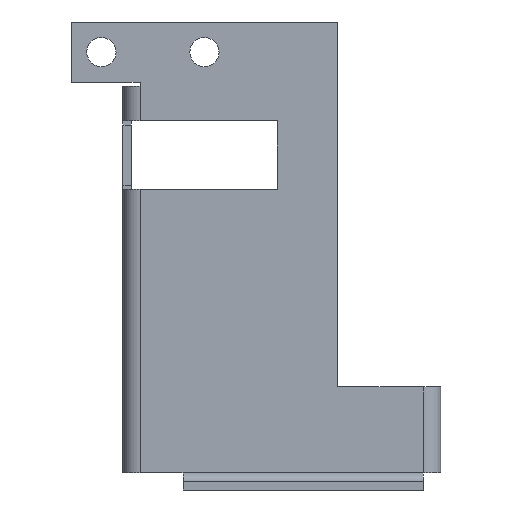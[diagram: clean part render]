
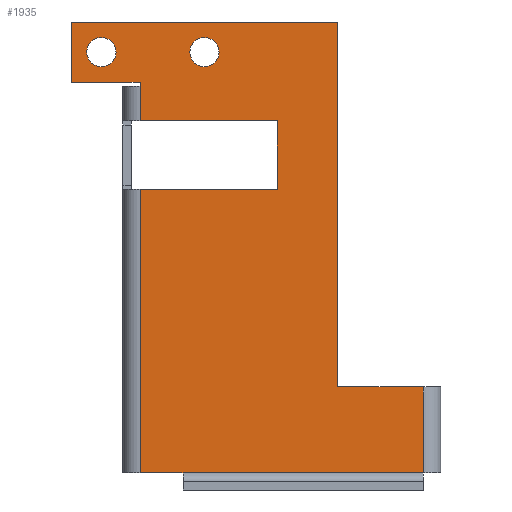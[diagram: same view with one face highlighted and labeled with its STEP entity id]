
A CAD part, front view. The second image highlights one B-rep face of the part: STEP entity #1935.
In plain terms, the highlighted planar face has unit normal (0, -1, 0).
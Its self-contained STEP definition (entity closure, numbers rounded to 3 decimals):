
#814=CARTESIAN_POINT('Vertex',(0.,-4.5,45.)) ;
#1350=CARTESIAN_POINT('Line Origine',(0.,-4.5,22.5)) ;
#1354=CARTESIAN_POINT('Vertex',(0.,-4.5,41.)) ;
#1374=CARTESIAN_POINT('Line Origine',(0.,-4.5,45.25)) ;
#1378=CARTESIAN_POINT('Vertex',(0.,-4.5,45.5)) ;
#1459=CARTESIAN_POINT('Vertex',(0.,-4.5,0.)) ;
#1462=CARTESIAN_POINT('Line Origine',(0.,-4.5,22.5)) ;
#1466=CARTESIAN_POINT('Vertex',(0.,-4.5,33.)) ;
#1795=CARTESIAN_POINT('Vertex',(16.,-4.5,41.)) ;
#1798=CARTESIAN_POINT('Line Origine',(8.,-4.5,41.)) ;
#1812=CARTESIAN_POINT('Axis2P3D Location',(0.,-4.5,0.)) ;
#1817=CARTESIAN_POINT('Line Origine',(2.5,-4.5,0.)) ;
#1821=CARTESIAN_POINT('Vertex',(5.,-4.5,0.)) ;
#1824=CARTESIAN_POINT('Line Origine',(19.,-4.5,0.)) ;
#1828=CARTESIAN_POINT('Vertex',(33.,-4.5,0.)) ;
#1831=CARTESIAN_POINT('Line Origine',(33.,-4.5,5.)) ;
#1835=CARTESIAN_POINT('Vertex',(33.,-4.5,10.)) ;
#1838=CARTESIAN_POINT('Line Origine',(28.,-4.5,10.)) ;
#1842=CARTESIAN_POINT('Vertex',(23.,-4.5,10.)) ;
#1845=CARTESIAN_POINT('Line Origine',(23.,-4.5,31.25)) ;
#1849=CARTESIAN_POINT('Vertex',(23.,-4.5,52.5)) ;
#1852=CARTESIAN_POINT('Line Origine',(7.5,-4.5,52.5)) ;
#1856=CARTESIAN_POINT('Vertex',(-8.,-4.5,52.5)) ;
#1859=CARTESIAN_POINT('Line Origine',(-8.,-4.5,49.)) ;
#1863=CARTESIAN_POINT('Vertex',(-8.,-4.5,45.5)) ;
#1866=CARTESIAN_POINT('Line Origine',(-4.,-4.5,45.5)) ;
#1871=CARTESIAN_POINT('Line Origine',(16.,-4.5,37.)) ;
#1875=CARTESIAN_POINT('Vertex',(16.,-4.5,33.)) ;
#1878=CARTESIAN_POINT('Line Origine',(8.,-4.5,33.)) ;
#1899=CARTESIAN_POINT('Axis2P3D Location',(7.5,-4.5,49.)) ;
#1903=CARTESIAN_POINT('Vertex',(6.008,-4.5,48.185)) ;
#1905=CARTESIAN_POINT('Vertex',(8.992,-4.5,49.815)) ;
#1908=CARTESIAN_POINT('Axis2P3D Location',(7.5,-4.5,49.)) ;
#1917=CARTESIAN_POINT('Axis2P3D Location',(-4.5,-4.5,49.)) ;
#1921=CARTESIAN_POINT('Vertex',(-3.008,-4.5,49.815)) ;
#1923=CARTESIAN_POINT('Vertex',(-5.992,-4.5,48.185)) ;
#1926=CARTESIAN_POINT('Axis2P3D Location',(-4.5,-4.5,49.)) ;
#1351=DIRECTION('Vector Direction',(0.,0.,1.)) ;
#1375=DIRECTION('Vector Direction',(0.,0.,-1.)) ;
#1463=DIRECTION('Vector Direction',(0.,0.,1.)) ;
#1799=DIRECTION('Vector Direction',(1.,0.,0.)) ;
#1813=DIRECTION('Axis2P3D Direction',(0.,-1.,0.)) ;
#1814=DIRECTION('Axis2P3D XDirection',(1.,0.,0.)) ;
#1818=DIRECTION('Vector Direction',(1.,0.,0.)) ;
#1825=DIRECTION('Vector Direction',(1.,0.,0.)) ;
#1832=DIRECTION('Vector Direction',(0.,0.,1.)) ;
#1839=DIRECTION('Vector Direction',(-1.,0.,0.)) ;
#1846=DIRECTION('Vector Direction',(0.,0.,-1.)) ;
#1853=DIRECTION('Vector Direction',(-1.,0.,0.)) ;
#1860=DIRECTION('Vector Direction',(0.,0.,-1.)) ;
#1867=DIRECTION('Vector Direction',(1.,0.,0.)) ;
#1872=DIRECTION('Vector Direction',(0.,0.,-1.)) ;
#1879=DIRECTION('Vector Direction',(1.,0.,0.)) ;
#1900=DIRECTION('Axis2P3D Direction',(0.,-1.,0.)) ;
#1909=DIRECTION('Axis2P3D Direction',(0.,-1.,0.)) ;
#1918=DIRECTION('Axis2P3D Direction',(0.,-1.,0.)) ;
#1927=DIRECTION('Axis2P3D Direction',(0.,-1.,0.)) ;
#1815=AXIS2_PLACEMENT_3D('Plane Axis2P3D',#1812,#1813,#1814) ;
#1901=AXIS2_PLACEMENT_3D('Circle Axis2P3D',#1899,#1900,$) ;
#1910=AXIS2_PLACEMENT_3D('Circle Axis2P3D',#1908,#1909,$) ;
#1919=AXIS2_PLACEMENT_3D('Circle Axis2P3D',#1917,#1918,$) ;
#1928=AXIS2_PLACEMENT_3D('Circle Axis2P3D',#1926,#1927,$) ;
#1884=ORIENTED_EDGE('',*,*,#1468,.F.) ;
#1885=ORIENTED_EDGE('',*,*,#1823,.F.) ;
#1886=ORIENTED_EDGE('',*,*,#1830,.F.) ;
#1887=ORIENTED_EDGE('',*,*,#1837,.T.) ;
#1888=ORIENTED_EDGE('',*,*,#1844,.F.) ;
#1889=ORIENTED_EDGE('',*,*,#1851,.F.) ;
#1890=ORIENTED_EDGE('',*,*,#1858,.T.) ;
#1891=ORIENTED_EDGE('',*,*,#1865,.T.) ;
#1892=ORIENTED_EDGE('',*,*,#1870,.T.) ;
#1893=ORIENTED_EDGE('',*,*,#1380,.T.) ;
#1894=ORIENTED_EDGE('',*,*,#1356,.F.) ;
#1895=ORIENTED_EDGE('',*,*,#1802,.T.) ;
#1896=ORIENTED_EDGE('',*,*,#1877,.F.) ;
#1897=ORIENTED_EDGE('',*,*,#1882,.F.) ;
#1914=ORIENTED_EDGE('',*,*,#1907,.F.) ;
#1915=ORIENTED_EDGE('',*,*,#1912,.F.) ;
#1932=ORIENTED_EDGE('',*,*,#1925,.F.) ;
#1933=ORIENTED_EDGE('',*,*,#1930,.F.) ;
#1916=FACE_BOUND('',#1913,.T.) ;
#1934=FACE_BOUND('',#1931,.T.) ;
#1352=VECTOR('Line Direction',#1351,1.) ;
#1376=VECTOR('Line Direction',#1375,1.) ;
#1464=VECTOR('Line Direction',#1463,1.) ;
#1800=VECTOR('Line Direction',#1799,1.) ;
#1819=VECTOR('Line Direction',#1818,1.) ;
#1826=VECTOR('Line Direction',#1825,1.) ;
#1833=VECTOR('Line Direction',#1832,1.) ;
#1840=VECTOR('Line Direction',#1839,1.) ;
#1847=VECTOR('Line Direction',#1846,1.) ;
#1854=VECTOR('Line Direction',#1853,1.) ;
#1861=VECTOR('Line Direction',#1860,1.) ;
#1868=VECTOR('Line Direction',#1867,1.) ;
#1873=VECTOR('Line Direction',#1872,1.) ;
#1880=VECTOR('Line Direction',#1879,1.) ;
#1935=ADVANCED_FACE('Hauptk\X2\00F6\X0\rper',(#1898,#1916,#1934),#1816,.T.) ;
#1902=CIRCLE('generated circle',#1901,1.7) ;
#1911=CIRCLE('generated circle',#1910,1.7) ;
#1920=CIRCLE('generated circle',#1919,1.7) ;
#1929=CIRCLE('generated circle',#1928,1.7) ;
#1356=EDGE_CURVE('',#1355,#815,#1353,.T.) ;
#1380=EDGE_CURVE('',#1379,#815,#1377,.T.) ;
#1468=EDGE_CURVE('',#1460,#1467,#1465,.T.) ;
#1802=EDGE_CURVE('',#1355,#1796,#1801,.T.) ;
#1823=EDGE_CURVE('',#1822,#1460,#1820,.F.) ;
#1830=EDGE_CURVE('',#1829,#1822,#1827,.F.) ;
#1837=EDGE_CURVE('',#1829,#1836,#1834,.T.) ;
#1844=EDGE_CURVE('',#1843,#1836,#1841,.F.) ;
#1851=EDGE_CURVE('',#1850,#1843,#1848,.T.) ;
#1858=EDGE_CURVE('',#1850,#1857,#1855,.T.) ;
#1865=EDGE_CURVE('',#1857,#1864,#1862,.T.) ;
#1870=EDGE_CURVE('',#1864,#1379,#1869,.T.) ;
#1877=EDGE_CURVE('',#1876,#1796,#1874,.F.) ;
#1882=EDGE_CURVE('',#1467,#1876,#1881,.T.) ;
#1907=EDGE_CURVE('',#1904,#1906,#1902,.T.) ;
#1912=EDGE_CURVE('',#1906,#1904,#1911,.T.) ;
#1925=EDGE_CURVE('',#1922,#1924,#1920,.T.) ;
#1930=EDGE_CURVE('',#1924,#1922,#1929,.T.) ;
#1883=EDGE_LOOP('',(#1884,#1885,#1886,#1887,#1888,#1889,#1890,#1891,#1892,#1893,#1894,#1895,#1896,#1897)) ;
#1913=EDGE_LOOP('',(#1914,#1915)) ;
#1931=EDGE_LOOP('',(#1932,#1933)) ;
#1898=FACE_OUTER_BOUND('',#1883,.T.) ;
#1353=LINE('Line',#1350,#1352) ;
#1377=LINE('Line',#1374,#1376) ;
#1465=LINE('Line',#1462,#1464) ;
#1801=LINE('Line',#1798,#1800) ;
#1820=LINE('Line',#1817,#1819) ;
#1827=LINE('Line',#1824,#1826) ;
#1834=LINE('Line',#1831,#1833) ;
#1841=LINE('Line',#1838,#1840) ;
#1848=LINE('Line',#1845,#1847) ;
#1855=LINE('Line',#1852,#1854) ;
#1862=LINE('Line',#1859,#1861) ;
#1869=LINE('Line',#1866,#1868) ;
#1874=LINE('Line',#1871,#1873) ;
#1881=LINE('Line',#1878,#1880) ;
#1816=PLANE('',#1815) ;
#815=VERTEX_POINT('',#814) ;
#1355=VERTEX_POINT('',#1354) ;
#1379=VERTEX_POINT('',#1378) ;
#1460=VERTEX_POINT('',#1459) ;
#1467=VERTEX_POINT('',#1466) ;
#1796=VERTEX_POINT('',#1795) ;
#1822=VERTEX_POINT('',#1821) ;
#1829=VERTEX_POINT('',#1828) ;
#1836=VERTEX_POINT('',#1835) ;
#1843=VERTEX_POINT('',#1842) ;
#1850=VERTEX_POINT('',#1849) ;
#1857=VERTEX_POINT('',#1856) ;
#1864=VERTEX_POINT('',#1863) ;
#1876=VERTEX_POINT('',#1875) ;
#1904=VERTEX_POINT('',#1903) ;
#1906=VERTEX_POINT('',#1905) ;
#1922=VERTEX_POINT('',#1921) ;
#1924=VERTEX_POINT('',#1923) ;
